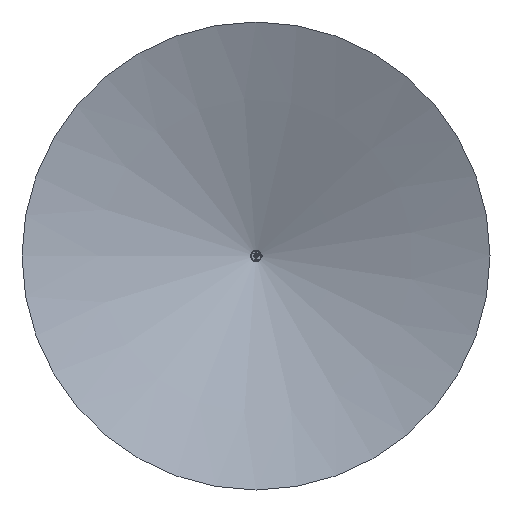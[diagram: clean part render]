
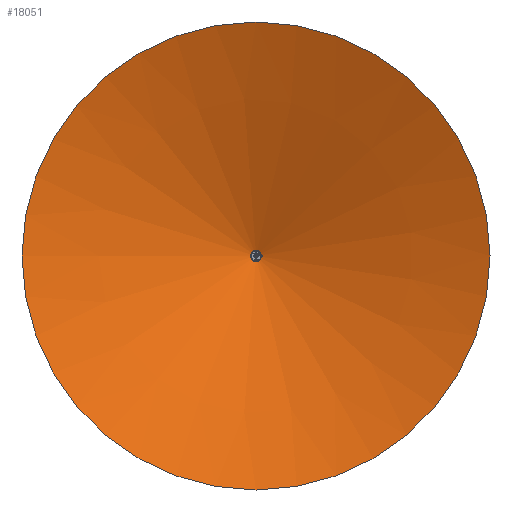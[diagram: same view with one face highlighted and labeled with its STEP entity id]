
A CAD part, front view. The second image highlights one B-rep face of the part: STEP entity #18051.
In plain terms, the highlighted conical face has half-angle 69.2 degrees and reference radius 2000 mm.
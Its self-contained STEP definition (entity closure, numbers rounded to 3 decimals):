
#3 = CONICAL_SURFACE ( 'NONE', #21896, 2000., 1.208 ) ;
#789 = AXIS2_PLACEMENT_3D ( 'NONE', #43554, #21374, #30107 ) ;
#2794 = CARTESIAN_POINT ( 'NONE',  ( -2000., -713.243, 0. ) ) ;
#3479 = CARTESIAN_POINT ( 'NONE',  ( 0., 34.9, 0. ) ) ;
#5724 = CIRCLE ( 'NONE', #15918, 30.5 ) ;
#6495 = ORIENTED_EDGE ( 'NONE', *, *, #28036, .F. ) ;
#8939 = VERTEX_POINT ( 'NONE', #13069 ) ;
#13069 = CARTESIAN_POINT ( 'NONE',  ( -30.5, 34.9, 0. ) ) ;
#15918 = AXIS2_PLACEMENT_3D ( 'NONE', #3479, #47460, #47950 ) ;
#17191 = FACE_BOUND ( 'NONE', #47162, .T. ) ;
#17608 = EDGE_CURVE ( 'NONE', #8939, #8939, #5724, .T. ) ;
#18051 = ADVANCED_FACE ( 'NONE', ( #17191, #43769 ), #3, .F. ) ;
#21374 = DIRECTION ( 'NONE',  ( 0., 1., 0. ) ) ;
#21873 = CIRCLE ( 'NONE', #789, 2000. ) ;
#21896 = AXIS2_PLACEMENT_3D ( 'NONE', #24766, #27952, #46956 ) ;
#24766 = CARTESIAN_POINT ( 'NONE',  ( 0., -713.243, 0. ) ) ;
#27952 = DIRECTION ( 'NONE',  ( 0., -1., 0. ) ) ;
#28036 = EDGE_CURVE ( 'NONE', #43561, #43561, #21873, .T. ) ;
#30107 = DIRECTION ( 'NONE',  ( -1., 0., 0. ) ) ;
#42336 = EDGE_LOOP ( 'NONE', ( #6495 ) ) ;
#43554 = CARTESIAN_POINT ( 'NONE',  ( 0., -713.243, 0. ) ) ;
#43561 = VERTEX_POINT ( 'NONE', #2794 ) ;
#43769 = FACE_OUTER_BOUND ( 'NONE', #42336, .T. ) ;
#44663 = ORIENTED_EDGE ( 'NONE', *, *, #17608, .T. ) ;
#46956 = DIRECTION ( 'NONE',  ( 1., 0., 0. ) ) ;
#47162 = EDGE_LOOP ( 'NONE', ( #44663 ) ) ;
#47460 = DIRECTION ( 'NONE',  ( 0., 1., 0. ) ) ;
#47950 = DIRECTION ( 'NONE',  ( -1., 0., 0. ) ) ;
